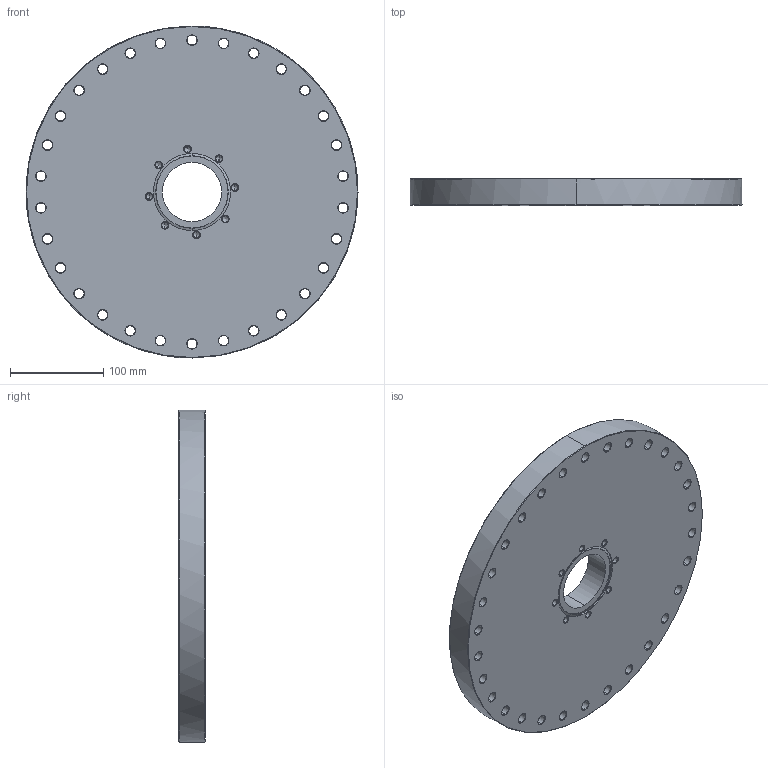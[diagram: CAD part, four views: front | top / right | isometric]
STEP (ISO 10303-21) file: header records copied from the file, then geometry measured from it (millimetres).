
FILE_DESCRIPTION (( 'STEP AP214' ), '1' );
FILE_NAME ('Hositrad_CFA300-64D.STEP', '2017-05-08T15:27:24', ( 'Gebruiker' ), ( '' ), 'SwSTEP 2.0', 'SolidWorks 2017', '' );
FILE_SCHEMA (( 'AUTOMOTIVE_DESIGN' ));
Length unit declared in the file: millimetre
Products named in the file (1): Hositrad_CFA300-64D
Bounding box: 355.6 x 28.4 x 355.6 mm (x, y, z)
Volume: 2559067.8 mm3; surface area: 257303.5 mm2
Topology: 1 solids, 1 shells, 260 faces, 608 edges, 343 vertices
Faces by surface type: cone 165, cylinder 84, plane 11
Entity records: 7599 total; most frequent: DIRECTION 1435, CARTESIAN_POINT 1208, ORIENTED_EDGE 1184, EDGE_CURVE 592, AXIS2_PLACEMENT_3D 586, VERTEX_POINT 343, EDGE_LOOP 331, CIRCLE 325
